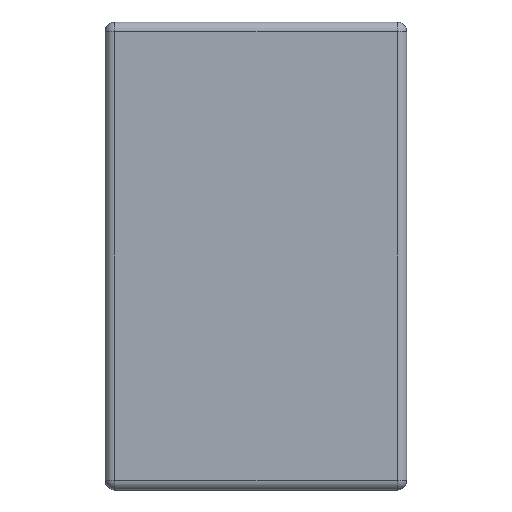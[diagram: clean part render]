
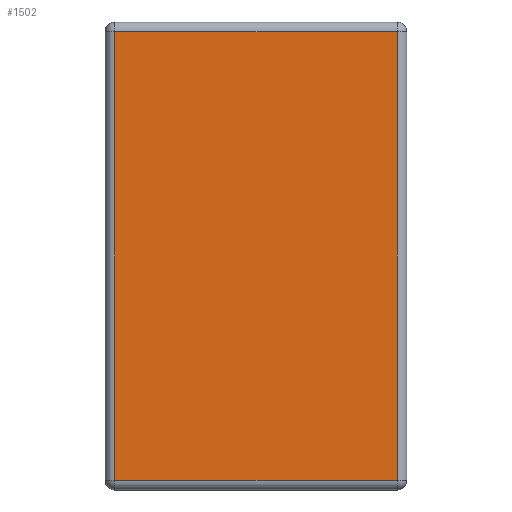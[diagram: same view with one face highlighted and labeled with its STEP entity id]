
A CAD part, left-side view. The second image highlights one B-rep face of the part: STEP entity #1502.
In plain terms, the highlighted planar face has unit normal (-1, 0, 0).
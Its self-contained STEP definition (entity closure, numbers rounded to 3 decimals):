
#55 = ORIENTED_EDGE ( 'NONE', *, *, #3838, .T. ) ;
#219 = CARTESIAN_POINT ( 'NONE',  ( 0., 0., 0. ) ) ;
#297 = EDGE_CURVE ( 'NONE', #1655, #1456, #2709, .T. ) ;
#494 = VECTOR ( 'NONE', #4152, 1000. ) ;
#545 = LINE ( 'NONE', #1681, #494 ) ;
#661 = ORIENTED_EDGE ( 'NONE', *, *, #3226, .T. ) ;
#758 = CARTESIAN_POINT ( 'NONE',  ( 0., 0.032, -1.518 ) ) ;
#1051 = DIRECTION ( 'NONE',  ( 0., 0., 1. ) ) ;
#1214 = CARTESIAN_POINT ( 'NONE',  ( 0., 0.032, -0.032 ) ) ;
#1249 = CARTESIAN_POINT ( 'NONE',  ( 0., 0.968, -0.032 ) ) ;
#1456 = VERTEX_POINT ( 'NONE', #1249 ) ;
#1461 = CARTESIAN_POINT ( 'NONE',  ( 0., 0.968, -1.55 ) ) ;
#1502 = ADVANCED_FACE ( 'NONE', ( #2707 ), #3353, .T. ) ;
#1591 = EDGE_CURVE ( 'NONE', #1456, #1853, #3282, .T. ) ;
#1628 = VERTEX_POINT ( 'NONE', #758 ) ;
#1655 = VERTEX_POINT ( 'NONE', #1214 ) ;
#1681 = CARTESIAN_POINT ( 'NONE',  ( 0., 0., -1.518 ) ) ;
#1853 = VERTEX_POINT ( 'NONE', #2153 ) ;
#2124 = VECTOR ( 'NONE', #3997, 1000. ) ;
#2153 = CARTESIAN_POINT ( 'NONE',  ( 0., 0.968, -1.518 ) ) ;
#2392 = DIRECTION ( 'NONE',  ( 0., 0., 1. ) ) ;
#2661 = ORIENTED_EDGE ( 'NONE', *, *, #297, .T. ) ;
#2707 = FACE_OUTER_BOUND ( 'NONE', #3960, .T. ) ;
#2709 = LINE ( 'NONE', #3764, #3812 ) ;
#2795 = DIRECTION ( 'NONE',  ( -1., 0., 0. ) ) ;
#3193 = LINE ( 'NONE', #4624, #3688 ) ;
#3226 = EDGE_CURVE ( 'NONE', #1853, #1628, #545, .T. ) ;
#3282 = LINE ( 'NONE', #1461, #2124 ) ;
#3339 = AXIS2_PLACEMENT_3D ( 'NONE', #219, #2795, #2392 ) ;
#3353 = PLANE ( 'NONE',  #3339 ) ;
#3400 = DIRECTION ( 'NONE',  ( 0., 1., 0. ) ) ;
#3688 = VECTOR ( 'NONE', #1051, 1000. ) ;
#3764 = CARTESIAN_POINT ( 'NONE',  ( 0., 1., -0.032 ) ) ;
#3812 = VECTOR ( 'NONE', #3400, 1000. ) ;
#3838 = EDGE_CURVE ( 'NONE', #1628, #1655, #3193, .T. ) ;
#3960 = EDGE_LOOP ( 'NONE', ( #661, #55, #2661, #4016 ) ) ;
#3997 = DIRECTION ( 'NONE',  ( 0., 0., -1. ) ) ;
#4016 = ORIENTED_EDGE ( 'NONE', *, *, #1591, .T. ) ;
#4152 = DIRECTION ( 'NONE',  ( 0., -1., 0. ) ) ;
#4624 = CARTESIAN_POINT ( 'NONE',  ( 0., 0.032, 0. ) ) ;
